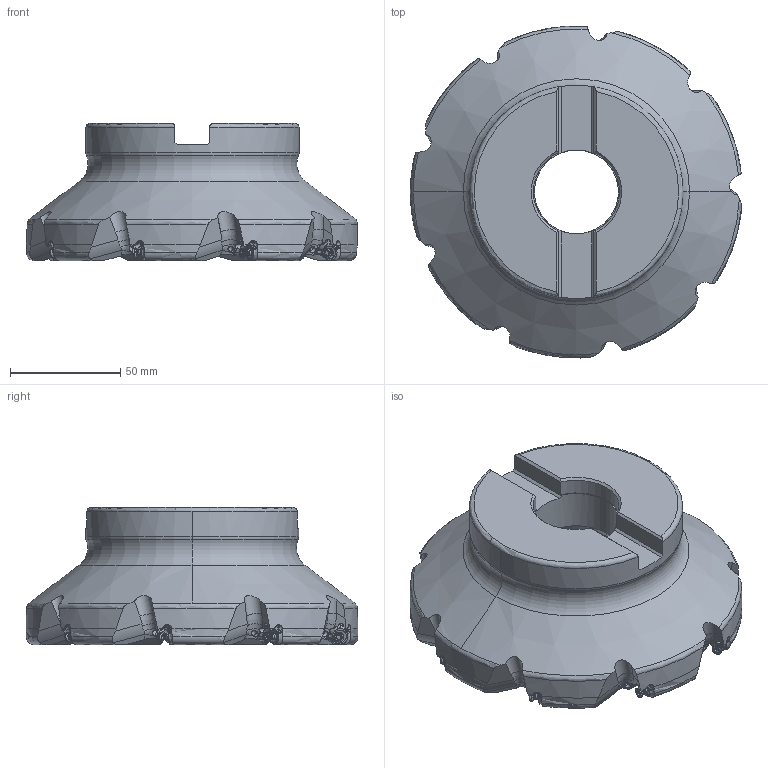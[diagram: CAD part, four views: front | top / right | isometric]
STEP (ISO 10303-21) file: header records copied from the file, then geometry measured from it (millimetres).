
FILE_DESCRIPTION(/* description */ (''),/* implementation_level */ '2;1');
FILE_NAME(/* name */ 'WWX200UR6_0009EA.stp',/* time_stamp */ '2022-11-25T16:42:42+09:00',/* author */ (''),/* organization */ (''),/* preprocessor_version */ 'ST-DEVELOPER v16',/* originating_system */ 'SIEMENS PLM Software NX 10.0',/* authorisation */ '');
FILE_SCHEMA (('AUTOMOTIVE_DESIGN { 1 0 10303 214 3 1 1 1 }'));
Products named in the file (1): WWX200UR6_0009EA_ASM
Bounding box: 150.4 x 150.77 x 62.31 mm (x, y, z)
Volume: 576987.6 mm3; surface area: 64763.4 mm2
Topology: 10 solids, 10 shells, 1113 faces, 3215 edges, 2062 vertices
Faces by surface type: cylinder 372, plane 272, bspline 135, sphere 126, cone 93, torus 61, extrusion 54
Entity records: 66825 total; most frequent: CARTESIAN_POINT 39733, ORIENTED_EDGE 6250, DIRECTION 4848, EDGE_CURVE 3125, VERTEX_POINT 2050, AXIS2_PLACEMENT_3D 2038, B_SPLINE_CURVE_WITH_KNOTS 1391, EDGE_LOOP 1151
